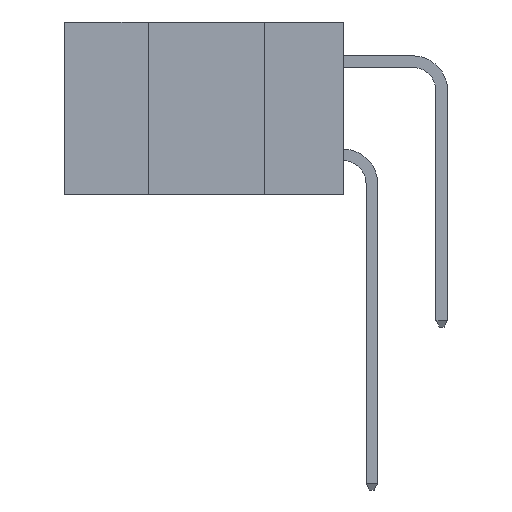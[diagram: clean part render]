
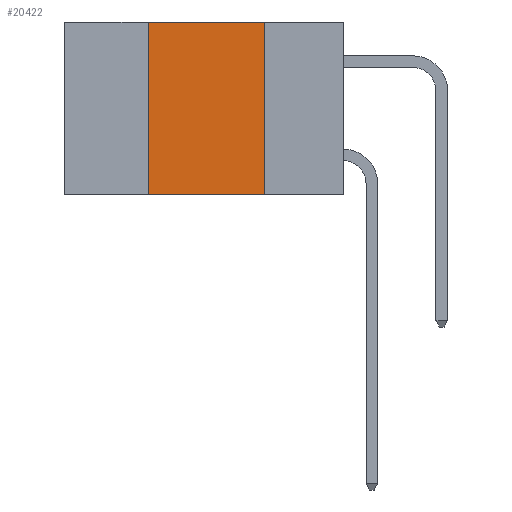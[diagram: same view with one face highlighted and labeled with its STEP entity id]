
A CAD part, left-side view. The second image highlights one B-rep face of the part: STEP entity #20422.
In plain terms, the highlighted planar face has unit normal (-1, 0, 0).
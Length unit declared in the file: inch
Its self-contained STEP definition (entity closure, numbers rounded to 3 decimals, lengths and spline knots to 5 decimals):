
#657 = CARTESIAN_POINT ( 'NONE',  ( 0., 0.6, -0.37 ) ) ;
#1827 = EDGE_LOOP ( 'NONE', ( #9570, #27160, #26191, #22354 ) ) ;
#4127 = VERTEX_POINT ( 'NONE', #11062 ) ;
#4564 = FACE_OUTER_BOUND ( 'NONE', #1827, .T. ) ;
#4868 = DIRECTION ( 'NONE',  ( 0., -1., 0. ) ) ;
#5662 = PLANE ( 'NONE',  #7168 ) ;
#7030 = VECTOR ( 'NONE', #26830, 39.37008 ) ;
#7168 = AXIS2_PLACEMENT_3D ( 'NONE', #14011, #9872, #24650 ) ;
#7913 = CARTESIAN_POINT ( 'NONE',  ( 0., 0.42, -0.37 ) ) ;
#8033 = CARTESIAN_POINT ( 'NONE',  ( 0., 0.17, -0.37 ) ) ;
#8884 = VECTOR ( 'NONE', #23051, 39.37008 ) ;
#9570 = ORIENTED_EDGE ( 'NONE', *, *, #21023, .F. ) ;
#9872 = DIRECTION ( 'NONE',  ( 1., 0., 0. ) ) ;
#10127 = CARTESIAN_POINT ( 'NONE',  ( 0., 0.17, -0.37 ) ) ;
#10237 = EDGE_CURVE ( 'NONE', #17315, #4127, #26331, .T. ) ;
#11062 = CARTESIAN_POINT ( 'NONE',  ( 0., 0.17, 0. ) ) ;
#12695 = LINE ( 'NONE', #7913, #7030 ) ;
#14011 = CARTESIAN_POINT ( 'NONE',  ( 0., 0.6, 0. ) ) ;
#16814 = VECTOR ( 'NONE', #4868, 39.37008 ) ;
#17315 = VERTEX_POINT ( 'NONE', #27064 ) ;
#18786 = LINE ( 'NONE', #657, #16814 ) ;
#20422 = ADVANCED_FACE ( 'NONE', ( #4564 ), #5662, .F. ) ;
#21023 = EDGE_CURVE ( 'NONE', #4127, #25391, #21103, .T. ) ;
#21103 = LINE ( 'NONE', #8033, #25900 ) ;
#21347 = EDGE_CURVE ( 'NONE', #25490, #25391, #18786, .T. ) ;
#22354 = ORIENTED_EDGE ( 'NONE', *, *, #21347, .T. ) ;
#23051 = DIRECTION ( 'NONE',  ( 0., -1., 0. ) ) ;
#23183 = CARTESIAN_POINT ( 'NONE',  ( 0., 0.42, -0.37 ) ) ;
#24650 = DIRECTION ( 'NONE',  ( 0., 0., -1. ) ) ;
#24892 = DIRECTION ( 'NONE',  ( 0., 0., -1. ) ) ;
#25391 = VERTEX_POINT ( 'NONE', #10127 ) ;
#25490 = VERTEX_POINT ( 'NONE', #23183 ) ;
#25900 = VECTOR ( 'NONE', #24892, 39.37008 ) ;
#25967 = EDGE_CURVE ( 'NONE', #25490, #17315, #12695, .T. ) ;
#26191 = ORIENTED_EDGE ( 'NONE', *, *, #25967, .F. ) ;
#26331 = LINE ( 'NONE', #27174, #8884 ) ;
#26830 = DIRECTION ( 'NONE',  ( 0., 0., 1. ) ) ;
#27064 = CARTESIAN_POINT ( 'NONE',  ( 0., 0.42, 0. ) ) ;
#27160 = ORIENTED_EDGE ( 'NONE', *, *, #10237, .F. ) ;
#27174 = CARTESIAN_POINT ( 'NONE',  ( 0., 0.6, 0. ) ) ;
